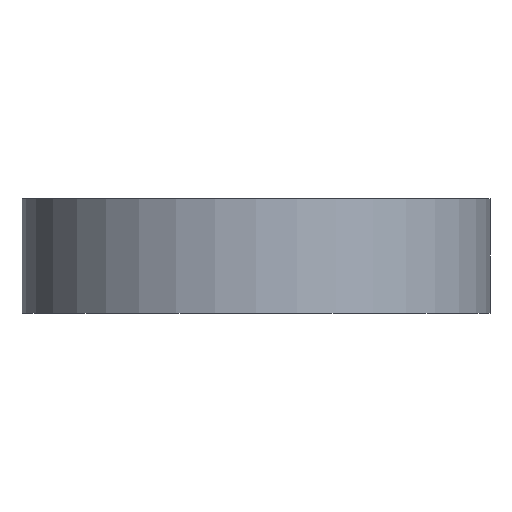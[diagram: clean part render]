
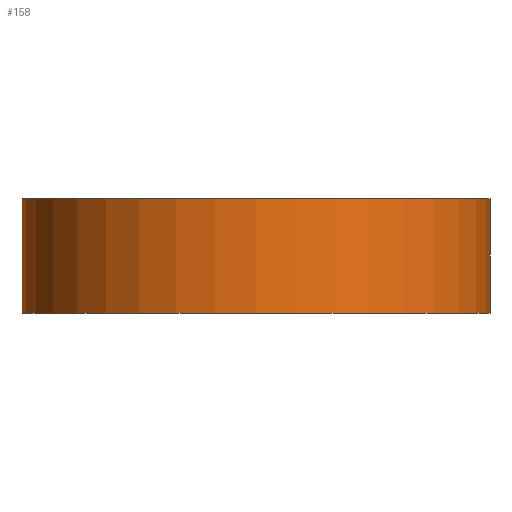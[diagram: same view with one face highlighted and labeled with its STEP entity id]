
A CAD part, front view. The second image highlights one B-rep face of the part: STEP entity #158.
In plain terms, the highlighted cylindrical face has radius 80 mm (diameter 160 mm), a partial arc.
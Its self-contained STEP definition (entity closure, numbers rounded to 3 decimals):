
#14 = AXIS2_PLACEMENT_3D ( 'NONE', #528, #891, #1208 ) ;
#62 = DIRECTION ( 'NONE',  ( 0., 0., -1. ) ) ;
#103 = CARTESIAN_POINT ( 'NONE',  ( -80., 0., 39. ) ) ;
#123 = VERTEX_POINT ( 'NONE', #945 ) ;
#140 = LINE ( 'NONE', #1030, #971 ) ;
#149 = DIRECTION ( 'NONE',  ( 0., 0., -1. ) ) ;
#158 = ADVANCED_FACE ( 'NONE', ( #352 ), #965, .T. ) ;
#169 = CIRCLE ( 'NONE', #883, 80. ) ;
#186 = CARTESIAN_POINT ( 'NONE',  ( 0., 0., 39. ) ) ;
#259 = CARTESIAN_POINT ( 'NONE',  ( 0., 0., 39. ) ) ;
#260 = VERTEX_POINT ( 'NONE', #1273 ) ;
#312 = LINE ( 'NONE', #103, #1122 ) ;
#344 = EDGE_CURVE ( 'NONE', #894, #260, #169, .T. ) ;
#352 = FACE_OUTER_BOUND ( 'NONE', #1155, .T. ) ;
#390 = CIRCLE ( 'NONE', #14, 80. ) ;
#396 = ORIENTED_EDGE ( 'NONE', *, *, #554, .F. ) ;
#472 = EDGE_CURVE ( 'NONE', #123, #995, #390, .T. ) ;
#526 = ORIENTED_EDGE ( 'NONE', *, *, #876, .T. ) ;
#528 = CARTESIAN_POINT ( 'NONE',  ( 0., 0., 0. ) ) ;
#554 = EDGE_CURVE ( 'NONE', #260, #123, #140, .T. ) ;
#608 = DIRECTION ( 'NONE',  ( 0., 0., -1. ) ) ;
#637 = DIRECTION ( 'NONE',  ( -1., 0., 0. ) ) ;
#645 = CARTESIAN_POINT ( 'NONE',  ( -80., 0., 0. ) ) ;
#779 = DIRECTION ( 'NONE',  ( 0., 0., 1. ) ) ;
#814 = CARTESIAN_POINT ( 'NONE',  ( -80., 0., 39. ) ) ;
#821 = ORIENTED_EDGE ( 'NONE', *, *, #344, .F. ) ;
#859 = DIRECTION ( 'NONE',  ( -1., 0., 0. ) ) ;
#876 = EDGE_CURVE ( 'NONE', #894, #995, #312, .T. ) ;
#883 = AXIS2_PLACEMENT_3D ( 'NONE', #186, #779, #859 ) ;
#887 = ORIENTED_EDGE ( 'NONE', *, *, #472, .F. ) ;
#891 = DIRECTION ( 'NONE',  ( 0., 0., -1. ) ) ;
#894 = VERTEX_POINT ( 'NONE', #814 ) ;
#945 = CARTESIAN_POINT ( 'NONE',  ( 80., 0., 0. ) ) ;
#965 = CYLINDRICAL_SURFACE ( 'NONE', #1085, 80. ) ;
#971 = VECTOR ( 'NONE', #62, 1000. ) ;
#995 = VERTEX_POINT ( 'NONE', #645 ) ;
#1030 = CARTESIAN_POINT ( 'NONE',  ( 80., 0., 39. ) ) ;
#1085 = AXIS2_PLACEMENT_3D ( 'NONE', #259, #149, #637 ) ;
#1122 = VECTOR ( 'NONE', #608, 1000. ) ;
#1155 = EDGE_LOOP ( 'NONE', ( #396, #821, #526, #887 ) ) ;
#1208 = DIRECTION ( 'NONE',  ( -1., 0., 0. ) ) ;
#1273 = CARTESIAN_POINT ( 'NONE',  ( 80., 0., 39. ) ) ;
